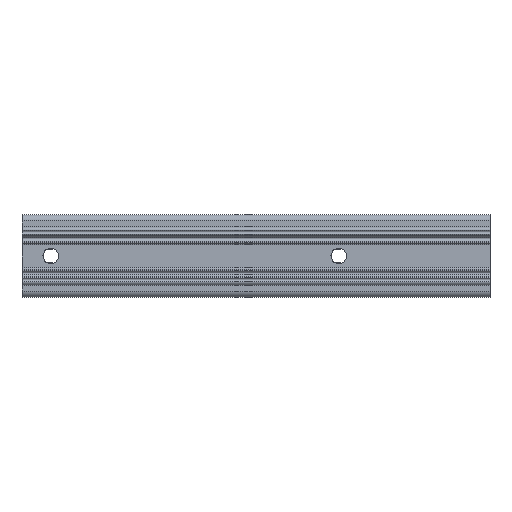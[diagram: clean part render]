
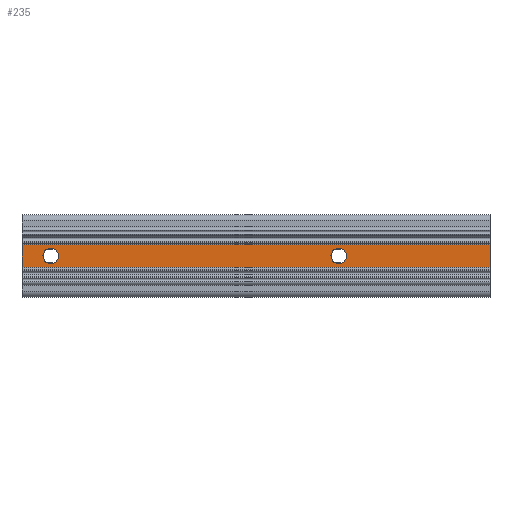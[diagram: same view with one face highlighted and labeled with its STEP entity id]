
A CAD part, left-side view. The second image highlights one B-rep face of the part: STEP entity #235.
In plain terms, the highlighted planar face has unit normal (-1, 0, 0).
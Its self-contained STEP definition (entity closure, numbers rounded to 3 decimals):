
#235 = ADVANCED_FACE( '', ( #526, #527, #528 ), #529, .F. );
#526 = FACE_BOUND( '', #877, .T. );
#527 = FACE_OUTER_BOUND( '', #878, .T. );
#528 = FACE_BOUND( '', #879, .T. );
#529 = PLANE( '', #880 );
#877 = EDGE_LOOP( '', ( #1477 ) );
#878 = EDGE_LOOP( '', ( #1478, #1479, #1480, #1481 ) );
#879 = EDGE_LOOP( '', ( #1482 ) );
#880 = AXIS2_PLACEMENT_3D( '', #1483, #1484, #1485 );
#1477 = ORIENTED_EDGE( '', *, *, #2355, .F. );
#1478 = ORIENTED_EDGE( '', *, *, #2356, .T. );
#1479 = ORIENTED_EDGE( '', *, *, #2357, .F. );
#1480 = ORIENTED_EDGE( '', *, *, #2358, .F. );
#1481 = ORIENTED_EDGE( '', *, *, #2359, .T. );
#1482 = ORIENTED_EDGE( '', *, *, #2144, .F. );
#1483 = CARTESIAN_POINT( '', ( -4.7, 325., -7.8 ) );
#1484 = DIRECTION( '', ( 1., 0., 0. ) );
#1485 = DIRECTION( '', ( 0., 0., -1. ) );
#2144 = EDGE_CURVE( '', #2581, #2581, #2582, .F. );
#2355 = EDGE_CURVE( '', #2928, #2928, #2929, .F. );
#2356 = EDGE_CURVE( '', #2930, #2931, #2932, .T. );
#2357 = EDGE_CURVE( '', #2933, #2931, #2934, .T. );
#2358 = EDGE_CURVE( '', #2935, #2933, #2936, .T. );
#2359 = EDGE_CURVE( '', #2935, #2930, #2937, .T. );
#2581 = VERTEX_POINT( '', #3224 );
#2582 = CIRCLE( '', #3225, 5.45 );
#2928 = VERTEX_POINT( '', #3934 );
#2929 = CIRCLE( '', #3935, 5.45 );
#2930 = VERTEX_POINT( '', #3936 );
#2931 = VERTEX_POINT( '', #3937 );
#2932 = LINE( '', #3938, #3939 );
#2933 = VERTEX_POINT( '', #3940 );
#2934 = LINE( '', #3941, #3942 );
#2935 = VERTEX_POINT( '', #3943 );
#2936 = LINE( '', #3944, #3945 );
#2937 = LINE( '', #3946, #3947 );
#3224 = CARTESIAN_POINT( '', ( -4.7, 305., -5.45 ) );
#3225 = AXIS2_PLACEMENT_3D( '', #4266, #4267, #4268 );
#3934 = CARTESIAN_POINT( '', ( -4.7, 105., -5.45 ) );
#3935 = AXIS2_PLACEMENT_3D( '', #4508, #4509, #4510 );
#3936 = CARTESIAN_POINT( '', ( -4.7, 0., -7.8 ) );
#3937 = CARTESIAN_POINT( '', ( -4.7, 0., 7.8 ) );
#3938 = CARTESIAN_POINT( '', ( -4.7, 0., -7.8 ) );
#3939 = VECTOR( '', #4511, 1000. );
#3940 = CARTESIAN_POINT( '', ( -4.7, 325., 7.8 ) );
#3941 = CARTESIAN_POINT( '', ( -4.7, 325., 7.8 ) );
#3942 = VECTOR( '', #4512, 1000. );
#3943 = CARTESIAN_POINT( '', ( -4.7, 325., -7.8 ) );
#3944 = CARTESIAN_POINT( '', ( -4.7, 325., -7.8 ) );
#3945 = VECTOR( '', #4513, 1000. );
#3946 = CARTESIAN_POINT( '', ( -4.7, 325., -7.8 ) );
#3947 = VECTOR( '', #4514, 1000. );
#4266 = CARTESIAN_POINT( '', ( -4.7, 305., 0. ) );
#4267 = DIRECTION( '', ( 1., 0., 0. ) );
#4268 = DIRECTION( '', ( 0., 0., -1. ) );
#4508 = CARTESIAN_POINT( '', ( -4.7, 105., 0. ) );
#4509 = DIRECTION( '', ( 1., 0., 0. ) );
#4510 = DIRECTION( '', ( 0., 0., -1. ) );
#4511 = DIRECTION( '', ( 0., 0., 1. ) );
#4512 = DIRECTION( '', ( 0., -1., 0. ) );
#4513 = DIRECTION( '', ( 0., 0., 1. ) );
#4514 = DIRECTION( '', ( 0., -1., 0. ) );
